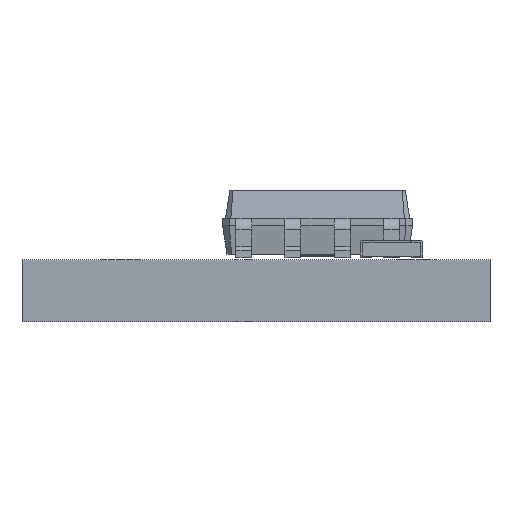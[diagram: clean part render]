
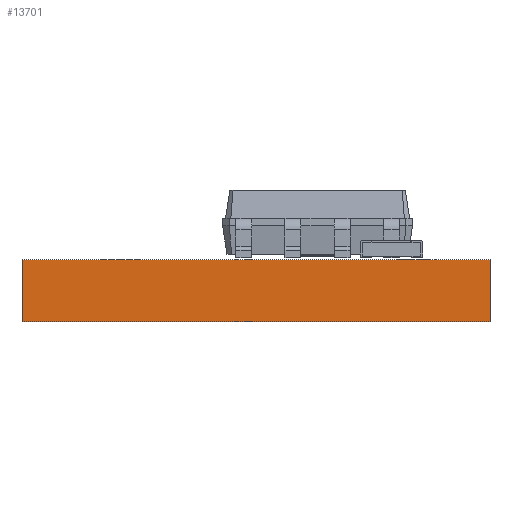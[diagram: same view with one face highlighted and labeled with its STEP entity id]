
A CAD part, front view. The second image highlights one B-rep face of the part: STEP entity #13701.
In plain terms, the highlighted planar face has unit normal (0, -1, 0).
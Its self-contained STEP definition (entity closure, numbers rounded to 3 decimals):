
#13585 = EDGE_CURVE('',#13586,#13588,#13590,.T.);
#13586 = VERTEX_POINT('',#13587);
#13587 = CARTESIAN_POINT('',(101.6,-78.105,0.));
#13588 = VERTEX_POINT('',#13589);
#13589 = CARTESIAN_POINT('',(101.6,-78.105,1.6));
#13590 = SURFACE_CURVE('',#13591,(#13595,#13607),.PCURVE_S1.);
#13591 = LINE('',#13592,#13593);
#13592 = CARTESIAN_POINT('',(101.6,-78.105,0.));
#13593 = VECTOR('',#13594,1.);
#13594 = DIRECTION('',(0.,0.,1.));
#13595 = PCURVE('',#13596,#13601);
#13596 = PLANE('',#13597);
#13597 = AXIS2_PLACEMENT_3D('',#13598,#13599,#13600);
#13598 = CARTESIAN_POINT('',(101.6,-78.105,0.));
#13599 = DIRECTION('',(-1.,0.,0.));
#13600 = DIRECTION('',(0.,1.,0.));
#13601 = DEFINITIONAL_REPRESENTATION('',(#13602),#13606);
#13602 = LINE('',#13603,#13604);
#13603 = CARTESIAN_POINT('',(0.,0.));
#13604 = VECTOR('',#13605,1.);
#13605 = DIRECTION('',(0.,-1.));
#13606 = ( GEOMETRIC_REPRESENTATION_CONTEXT(2) 
PARAMETRIC_REPRESENTATION_CONTEXT() REPRESENTATION_CONTEXT('2D SPACE',''
  ) );
#13607 = PCURVE('',#13608,#13613);
#13608 = PLANE('',#13609);
#13609 = AXIS2_PLACEMENT_3D('',#13610,#13611,#13612);
#13610 = CARTESIAN_POINT('',(113.665,-78.105,0.));
#13611 = DIRECTION('',(0.,-1.,0.));
#13612 = DIRECTION('',(-1.,0.,0.));
#13613 = DEFINITIONAL_REPRESENTATION('',(#13614),#13618);
#13614 = LINE('',#13615,#13616);
#13615 = CARTESIAN_POINT('',(12.065,0.));
#13616 = VECTOR('',#13617,1.);
#13617 = DIRECTION('',(0.,-1.));
#13618 = ( GEOMETRIC_REPRESENTATION_CONTEXT(2) 
PARAMETRIC_REPRESENTATION_CONTEXT() REPRESENTATION_CONTEXT('2D SPACE',''
  ) );
#13636 = PLANE('',#13637);
#13637 = AXIS2_PLACEMENT_3D('',#13638,#13639,#13640);
#13638 = CARTESIAN_POINT('',(107.633,-69.533,1.6));
#13639 = DIRECTION('',(-0.,-0.,-1.));
#13640 = DIRECTION('',(-1.,0.,0.));
#13690 = PLANE('',#13691);
#13691 = AXIS2_PLACEMENT_3D('',#13692,#13693,#13694);
#13692 = CARTESIAN_POINT('',(107.633,-69.533,0.));
#13693 = DIRECTION('',(-0.,-0.,-1.));
#13694 = DIRECTION('',(-1.,0.,0.));
#13701 = ADVANCED_FACE('',(#13702),#13608,.T.);
#13702 = FACE_BOUND('',#13703,.T.);
#13703 = EDGE_LOOP('',(#13704,#13734,#13755,#13756));
#13704 = ORIENTED_EDGE('',*,*,#13705,.T.);
#13705 = EDGE_CURVE('',#13706,#13708,#13710,.T.);
#13706 = VERTEX_POINT('',#13707);
#13707 = CARTESIAN_POINT('',(113.665,-78.105,0.));
#13708 = VERTEX_POINT('',#13709);
#13709 = CARTESIAN_POINT('',(113.665,-78.105,1.6));
#13710 = SURFACE_CURVE('',#13711,(#13715,#13722),.PCURVE_S1.);
#13711 = LINE('',#13712,#13713);
#13712 = CARTESIAN_POINT('',(113.665,-78.105,0.));
#13713 = VECTOR('',#13714,1.);
#13714 = DIRECTION('',(0.,0.,1.));
#13715 = PCURVE('',#13608,#13716);
#13716 = DEFINITIONAL_REPRESENTATION('',(#13717),#13721);
#13717 = LINE('',#13718,#13719);
#13718 = CARTESIAN_POINT('',(0.,-0.));
#13719 = VECTOR('',#13720,1.);
#13720 = DIRECTION('',(0.,-1.));
#13721 = ( GEOMETRIC_REPRESENTATION_CONTEXT(2) 
PARAMETRIC_REPRESENTATION_CONTEXT() REPRESENTATION_CONTEXT('2D SPACE',''
  ) );
#13722 = PCURVE('',#13723,#13728);
#13723 = PLANE('',#13724);
#13724 = AXIS2_PLACEMENT_3D('',#13725,#13726,#13727);
#13725 = CARTESIAN_POINT('',(113.665,-64.77,0.));
#13726 = DIRECTION('',(1.,0.,-0.));
#13727 = DIRECTION('',(0.,-1.,0.));
#13728 = DEFINITIONAL_REPRESENTATION('',(#13729),#13733);
#13729 = LINE('',#13730,#13731);
#13730 = CARTESIAN_POINT('',(13.335,0.));
#13731 = VECTOR('',#13732,1.);
#13732 = DIRECTION('',(0.,-1.));
#13733 = ( GEOMETRIC_REPRESENTATION_CONTEXT(2) 
PARAMETRIC_REPRESENTATION_CONTEXT() REPRESENTATION_CONTEXT('2D SPACE',''
  ) );
#13734 = ORIENTED_EDGE('',*,*,#13735,.T.);
#13735 = EDGE_CURVE('',#13708,#13588,#13736,.T.);
#13736 = SURFACE_CURVE('',#13737,(#13741,#13748),.PCURVE_S1.);
#13737 = LINE('',#13738,#13739);
#13738 = CARTESIAN_POINT('',(113.665,-78.105,1.6));
#13739 = VECTOR('',#13740,1.);
#13740 = DIRECTION('',(-1.,0.,0.));
#13741 = PCURVE('',#13608,#13742);
#13742 = DEFINITIONAL_REPRESENTATION('',(#13743),#13747);
#13743 = LINE('',#13744,#13745);
#13744 = CARTESIAN_POINT('',(0.,-1.6));
#13745 = VECTOR('',#13746,1.);
#13746 = DIRECTION('',(1.,0.));
#13747 = ( GEOMETRIC_REPRESENTATION_CONTEXT(2) 
PARAMETRIC_REPRESENTATION_CONTEXT() REPRESENTATION_CONTEXT('2D SPACE',''
  ) );
#13748 = PCURVE('',#13636,#13749);
#13749 = DEFINITIONAL_REPRESENTATION('',(#13750),#13754);
#13750 = LINE('',#13751,#13752);
#13751 = CARTESIAN_POINT('',(-6.033,-8.573));
#13752 = VECTOR('',#13753,1.);
#13753 = DIRECTION('',(1.,0.));
#13754 = ( GEOMETRIC_REPRESENTATION_CONTEXT(2) 
PARAMETRIC_REPRESENTATION_CONTEXT() REPRESENTATION_CONTEXT('2D SPACE',''
  ) );
#13755 = ORIENTED_EDGE('',*,*,#13585,.F.);
#13756 = ORIENTED_EDGE('',*,*,#13757,.F.);
#13757 = EDGE_CURVE('',#13706,#13586,#13758,.T.);
#13758 = SURFACE_CURVE('',#13759,(#13763,#13770),.PCURVE_S1.);
#13759 = LINE('',#13760,#13761);
#13760 = CARTESIAN_POINT('',(113.665,-78.105,0.));
#13761 = VECTOR('',#13762,1.);
#13762 = DIRECTION('',(-1.,0.,0.));
#13763 = PCURVE('',#13608,#13764);
#13764 = DEFINITIONAL_REPRESENTATION('',(#13765),#13769);
#13765 = LINE('',#13766,#13767);
#13766 = CARTESIAN_POINT('',(0.,-0.));
#13767 = VECTOR('',#13768,1.);
#13768 = DIRECTION('',(1.,0.));
#13769 = ( GEOMETRIC_REPRESENTATION_CONTEXT(2) 
PARAMETRIC_REPRESENTATION_CONTEXT() REPRESENTATION_CONTEXT('2D SPACE',''
  ) );
#13770 = PCURVE('',#13690,#13771);
#13771 = DEFINITIONAL_REPRESENTATION('',(#13772),#13776);
#13772 = LINE('',#13773,#13774);
#13773 = CARTESIAN_POINT('',(-6.033,-8.573));
#13774 = VECTOR('',#13775,1.);
#13775 = DIRECTION('',(1.,0.));
#13776 = ( GEOMETRIC_REPRESENTATION_CONTEXT(2) 
PARAMETRIC_REPRESENTATION_CONTEXT() REPRESENTATION_CONTEXT('2D SPACE',''
  ) );
